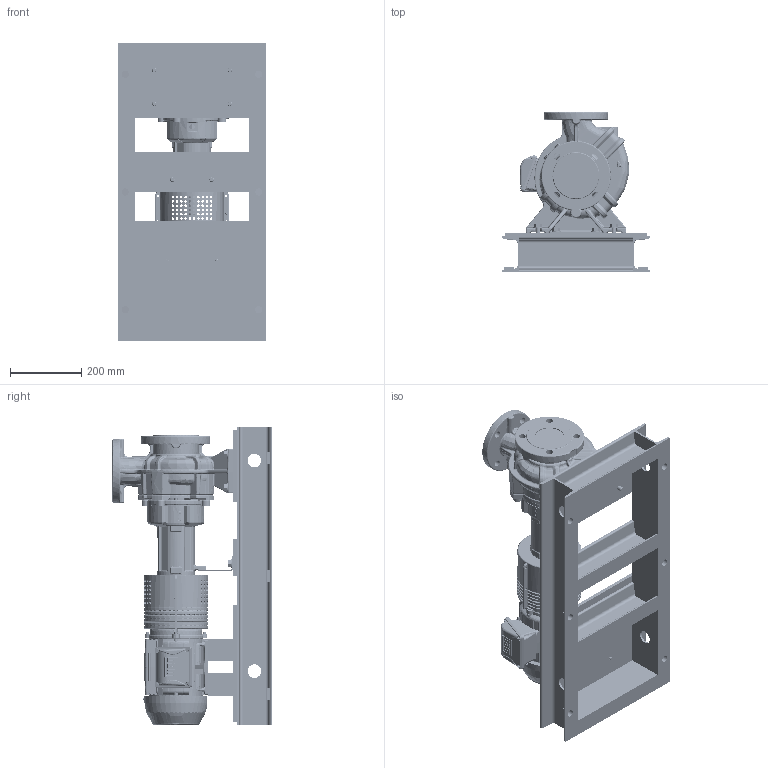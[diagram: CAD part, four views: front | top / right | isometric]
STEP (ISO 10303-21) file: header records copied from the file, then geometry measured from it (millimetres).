
FILE_DESCRIPTION (( 'STEP AP203' ), '1' );
FILE_NAME ('3325607 - NL-HE 3x2.5x5-2-143_5T-460-4-TEFC.step', '2021-01-06T18:36:23', ( '' ), ( '' ), 'SwSTEP 2.0', 'SolidWorks 2020', '' );
FILE_SCHEMA (( 'CONFIG_CONTROL_DESIGN' ));
Length unit declared in the file: inch
Products named in the file (24): PE PLATE[stp]_P.E PLATE #1; 9149656 - Atmos GIGA-N 3x2.5x5-D-L4; CONF - STUD - [5_16in-18][stp]_3314180 - 5_16in-18 GR.A MGLV STD 4.25in .75inA .50inB; BASE 10# ASSY[stp]_3322744 - NL-HE BASE #1 - BASEKIT 15; MOT PLATE[stp]_MOT PLATE #1; 10# C CHANNEL[stp]_####### - 10# x 12.5in; 3314460 - 5_16in x 0.688in OD ZINC STEEL FLAT WASHER[stp]_90850A150; 3322658 - 1_2in x 1.062in OD ZINC STEEL FLAT WASHER[stp]_91860A033; 3314461 - 5_16in-18 ZINC GRADE 5 HEX NUT[stp]_95462A030; 3325607 - NL-HE 3x2.5x5-2-143_5T-460-4-TEFC; CONF - BOLT - [1_2in-13][stp]_3323256 - 1_2in-13 x 1in (FT) A307 HD GALV HEX BOLT; 10# ANGLE WASHER[stp]; 4107249 - 1_2COUPLING GUARD-PP-SG.25[stp]; 2710422 - NEMA H4 2HP 145T 3~208-230_460 TEFC[stp]; 10# C CHANNEL[stp]_####### - 10# x 33in; COUPLING GRD[stp]_3323307 CUT; BBRCKT PLATE[stp]_B.B PLATE #1; 4 POLE[stp]_2710422 - NEMA H4 2HP 145T 3~208-230_460 TEFC; NL-HE MOT RISER[stp]_3322555 - NL-HE MOT RISER #3C [2.5 x 2 x 2.75]; BASE 10#[stp]_3322634 - NL-HE RAW BASE #1-56, 143_5T; CONF - BOLT - [1_2in-13][stp]_3323258 - 1_2in-13 x 1.5in A307 HD GALV HEX BOLT; DRILLING[stp]_3322956 - NL-HE BASE #1 DRILLED - 15
Assembly tree (51 placements, depth 4):
  3325607 - NL-HE 3x2.5x5-2-143_5T-460-4-TEFC
    9149656 - Atmos GIGA-N 3x2.5x5-D-L4
    4 POLE[stp]_2710422 - NEMA H4 2HP 145T 3~208-230_460 TEFC
      2710422 - NEMA H4 2HP 145T 3~208-230_460 TEFC[stp]
    BASE 10# ASSY[stp]_3322744 - NL-HE BASE #1 - BASEKIT 15
      BASE 10#[stp]_3322634 - NL-HE RAW BASE #1-56, 143_5T
        10# C CHANNEL[stp]_####### - 10# x 33in
        10# C CHANNEL[stp]_####### - 10# x 12.5in  x4
        PE PLATE[stp]_P.E PLATE #1
        BBRCKT PLATE[stp]_B.B PLATE #1
        MOT PLATE[stp]_MOT PLATE #1
        10# C CHANNEL[stp]_####### - 10# x 33in
        10# ANGLE WASHER[stp]  x6
      NL-HE MOT RISER[stp]_3322555 - NL-HE MOT RISER #3C [2.5 x 2 x 2.75]  x4
      CONF - BOLT - [1_2in-13][stp]_3323258 - 1_2in-13 x 1.5in A307 HD GALV HEX BOLT  x4
      3322658 - 1_2in x 1.062in OD ZINC STEEL FLAT WASHER[stp]_91860A033  x6
      CONF - BOLT - [1_2in-13][stp]_3323256 - 1_2in-13 x 1in (FT) A307 HD GALV HEX BOLT  x2
      CONF - STUD - [5_16in-18][stp]_3314180 - 5_16in-18 GR.A MGLV STD 4.25in .75inA .50inB  x4
      3314460 - 5_16in x 0.688in OD ZINC STEEL FLAT WASHER[stp]_90850A150  x4
      3314461 - 5_16in-18 ZINC GRADE 5 HEX NUT[stp]_95462A030  x4
    COUPLING GRD[stp]_3323307 CUT
      4107249 - 1_2COUPLING GUARD-PP-SG.25[stp]
      4107249 - 1_2COUPLING GUARD-PP-SG.25[stp]
  DRILLING[stp]_3322956 - NL-HE BASE #1 DRILLED - 15
Bounding box: 413.5 x 450.01 x 838.2 mm (x, y, z)
Volume: 23654652.3 mm3; surface area: 2989283.4 mm2
Topology: 49 solids, 61 shells, 6735 faces, 16429 edges, 9876 vertices
Faces by surface type: bspline 2351, plane 2033, cylinder 1665, cone 614, sphere 64, torus 8
Entity records: 357004 total; most frequent: CARTESIAN_POINT 226609, ORIENTED_EDGE 31166, DIRECTION 19342, EDGE_CURVE 15583, VERTEX_POINT 9424, AXIS2_PLACEMENT_3D 6998, EDGE_LOOP 6971, ADVANCED_FACE 6405
